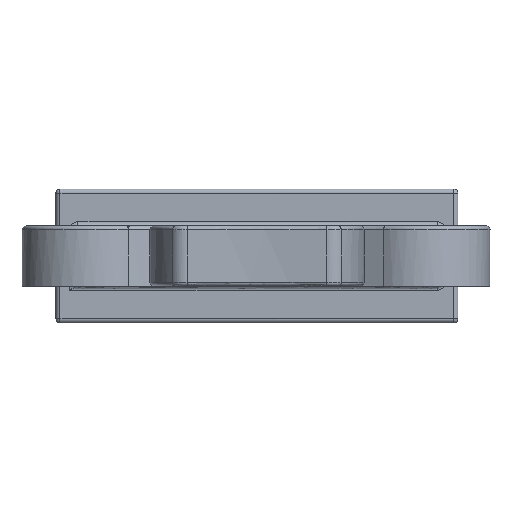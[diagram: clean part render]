
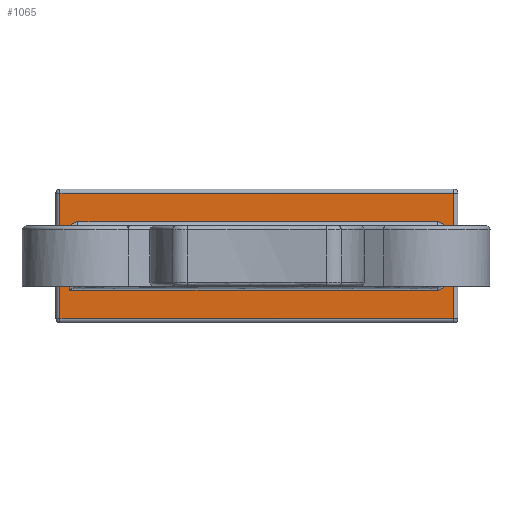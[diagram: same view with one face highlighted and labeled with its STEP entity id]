
A CAD part, front view. The second image highlights one B-rep face of the part: STEP entity #1065.
In plain terms, the highlighted free-form (B-spline) face has degree [1, 1] with [2, 2] control points.
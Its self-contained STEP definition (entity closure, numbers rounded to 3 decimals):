
#1065 = ADVANCED_FACE('',(#1066,#1096),#1183,.F.);
#1066 = FACE_BOUND('',#1067,.T.);
#1067 = EDGE_LOOP('',(#1068,#1077,#1084,#1091));
#1068 = ORIENTED_EDGE('',*,*,#1069,.T.);
#1069 = EDGE_CURVE('',#1070,#1072,#1074,.T.);
#1070 = VERTEX_POINT('',#1071);
#1071 = CARTESIAN_POINT('',(31.818,-3.247,
    -10.173));
#1072 = VERTEX_POINT('',#1073);
#1073 = CARTESIAN_POINT('',(31.818,-3.247,
    10.173));
#1074 = B_SPLINE_CURVE_WITH_KNOTS('',1,(#1075,#1076),.UNSPECIFIED.,.F.,
  .F.,(2,2),(-24.638,-0.762),.PIECEWISE_BEZIER_KNOTS.);
#1075 = CARTESIAN_POINT('',(31.818,-3.247,
    -10.173));
#1076 = CARTESIAN_POINT('',(31.818,-3.247,
    10.173));
#1077 = ORIENTED_EDGE('',*,*,#1078,.T.);
#1078 = EDGE_CURVE('',#1072,#1079,#1081,.T.);
#1079 = VERTEX_POINT('',#1080);
#1080 = CARTESIAN_POINT('',(-31.818,-3.247,
    10.173));
#1081 = B_SPLINE_CURVE_WITH_KNOTS('',1,(#1082,#1083),.UNSPECIFIED.,.F.,
  .F.,(2,2),(-75.438,-0.762),.PIECEWISE_BEZIER_KNOTS.);
#1082 = CARTESIAN_POINT('',(31.818,-3.247,
    10.173));
#1083 = CARTESIAN_POINT('',(-31.818,-3.247,
    10.173));
#1084 = ORIENTED_EDGE('',*,*,#1085,.T.);
#1085 = EDGE_CURVE('',#1079,#1086,#1088,.T.);
#1086 = VERTEX_POINT('',#1087);
#1087 = CARTESIAN_POINT('',(-31.818,-3.247,
    -10.173));
#1088 = B_SPLINE_CURVE_WITH_KNOTS('',1,(#1089,#1090),.UNSPECIFIED.,.F.,
  .F.,(2,2),(-24.638,-0.762),.PIECEWISE_BEZIER_KNOTS.);
#1089 = CARTESIAN_POINT('',(-31.818,-3.247,
    10.173));
#1090 = CARTESIAN_POINT('',(-31.818,-3.247,
    -10.173));
#1091 = ORIENTED_EDGE('',*,*,#1092,.T.);
#1092 = EDGE_CURVE('',#1086,#1070,#1093,.T.);
#1093 = B_SPLINE_CURVE_WITH_KNOTS('',1,(#1094,#1095),.UNSPECIFIED.,.F.,
  .F.,(2,2),(-75.438,-0.762),.PIECEWISE_BEZIER_KNOTS.);
#1094 = CARTESIAN_POINT('',(-31.818,-3.247,
    -10.173));
#1095 = CARTESIAN_POINT('',(31.818,-3.247,
    -10.173));
#1096 = FACE_BOUND('',#1097,.T.);
#1097 = EDGE_LOOP('',(#1098,#1119,#1126,#1133,#1152,#1159,#1178));
#1098 = ORIENTED_EDGE('',*,*,#1099,.F.);
#1099 = EDGE_CURVE('',#1100,#1102,#1104,.T.);
#1100 = VERTEX_POINT('',#1101);
#1101 = CARTESIAN_POINT('',(29.1,-3.247,
    -5.52));
#1102 = VERTEX_POINT('',#1103);
#1103 = CARTESIAN_POINT('',(30.399,-3.247,
    -4.221));
#1104 = B_SPLINE_CURVE_WITH_KNOTS('',3,(#1105,#1106,#1107,#1108,#1109,
    #1110,#1111,#1112,#1113,#1114,#1115,#1116,#1117,#1118),
  .UNSPECIFIED.,.F.,.F.,(4,2,2,2,2,2,4),(0.,0.001,
    0.001,0.002,0.002,
    0.002,0.002),.UNSPECIFIED.);
#1105 = CARTESIAN_POINT('',(29.1,-3.247,
    -5.52));
#1106 = CARTESIAN_POINT('',(29.272,-3.247,
    -5.52));
#1107 = CARTESIAN_POINT('',(29.442,-3.247,
    -5.485));
#1108 = CARTESIAN_POINT('',(29.755,-3.247,
    -5.355));
#1109 = CARTESIAN_POINT('',(29.899,-3.247,
    -5.259));
#1110 = CARTESIAN_POINT('',(30.079,-3.247,
    -5.079));
#1111 = CARTESIAN_POINT('',(30.134,-3.247,
    -5.012));
#1112 = CARTESIAN_POINT('',(30.228,-3.247,
    -4.871));
#1113 = CARTESIAN_POINT('',(30.268,-3.247,
    -4.796));
#1114 = CARTESIAN_POINT('',(30.333,-3.247,
    -4.639));
#1115 = CARTESIAN_POINT('',(30.358,-3.247,
    -4.557));
#1116 = CARTESIAN_POINT('',(30.391,-3.247,
    -4.391));
#1117 = CARTESIAN_POINT('',(30.399,-3.247,
    -4.307));
#1118 = CARTESIAN_POINT('',(30.399,-3.247,
    -4.221));
#1119 = ORIENTED_EDGE('',*,*,#1120,.T.);
#1120 = EDGE_CURVE('',#1100,#1121,#1123,.T.);
#1121 = VERTEX_POINT('',#1122);
#1122 = CARTESIAN_POINT('',(-30.213,-3.247,
    -5.52));
#1123 = B_SPLINE_CURVE_WITH_KNOTS('',1,(#1124,#1125),.UNSPECIFIED.,.F.,
  .F.,(2,2),(-68.935,0.667),.PIECEWISE_BEZIER_KNOTS.);
#1124 = CARTESIAN_POINT('',(29.1,-3.247,
    -5.52));
#1125 = CARTESIAN_POINT('',(-30.213,-3.247,
    -5.52));
#1126 = ORIENTED_EDGE('',*,*,#1127,.T.);
#1127 = EDGE_CURVE('',#1121,#1128,#1130,.T.);
#1128 = VERTEX_POINT('',#1129);
#1129 = CARTESIAN_POINT('',(-30.213,-3.247,
    4.221));
#1130 = B_SPLINE_CURVE_WITH_KNOTS('',1,(#1131,#1132),.UNSPECIFIED.,.F.,
  .F.,(2,2),(-12.192,-0.762),.PIECEWISE_BEZIER_KNOTS.);
#1131 = CARTESIAN_POINT('',(-30.213,-3.247,
    -5.52));
#1132 = CARTESIAN_POINT('',(-30.213,-3.247,
    4.221));
#1133 = ORIENTED_EDGE('',*,*,#1134,.F.);
#1134 = EDGE_CURVE('',#1135,#1128,#1137,.T.);
#1135 = VERTEX_POINT('',#1136);
#1136 = CARTESIAN_POINT('',(-28.911,-3.247,
    5.52));
#1137 = B_SPLINE_CURVE_WITH_KNOTS('',3,(#1138,#1139,#1140,#1141,#1142,
    #1143,#1144,#1145,#1146,#1147,#1148,#1149,#1150,#1151),
  .UNSPECIFIED.,.F.,.F.,(4,2,2,2,2,2,4),(0.,0.001,
    0.001,0.002,0.002,
    0.002,0.002),.UNSPECIFIED.);
#1138 = CARTESIAN_POINT('',(-28.911,-3.247,
    5.52));
#1139 = CARTESIAN_POINT('',(-29.083,-3.247,
    5.52));
#1140 = CARTESIAN_POINT('',(-29.253,-3.247,
    5.485));
#1141 = CARTESIAN_POINT('',(-29.566,-3.247,
    5.356));
#1142 = CARTESIAN_POINT('',(-29.711,-3.247,
    5.259));
#1143 = CARTESIAN_POINT('',(-29.891,-3.247,
    5.079));
#1144 = CARTESIAN_POINT('',(-29.946,-3.247,
    5.013));
#1145 = CARTESIAN_POINT('',(-30.041,-3.247,
    4.871));
#1146 = CARTESIAN_POINT('',(-30.081,-3.247,
    4.797));
#1147 = CARTESIAN_POINT('',(-30.146,-3.247,
    4.64));
#1148 = CARTESIAN_POINT('',(-30.171,-3.247,
    4.557));
#1149 = CARTESIAN_POINT('',(-30.204,-3.247,
    4.391));
#1150 = CARTESIAN_POINT('',(-30.213,-3.247,
    4.307));
#1151 = CARTESIAN_POINT('',(-30.213,-3.247,
    4.221));
#1152 = ORIENTED_EDGE('',*,*,#1153,.T.);
#1153 = EDGE_CURVE('',#1135,#1154,#1156,.T.);
#1154 = VERTEX_POINT('',#1155);
#1155 = CARTESIAN_POINT('',(29.1,-3.247,
    5.52));
#1156 = B_SPLINE_CURVE_WITH_KNOTS('',1,(#1157,#1158),.UNSPECIFIED.,.F.,
  .F.,(2,2),(-33.926,34.148),.PIECEWISE_BEZIER_KNOTS.);
#1157 = CARTESIAN_POINT('',(-28.911,-3.247,
    5.52));
#1158 = CARTESIAN_POINT('',(29.1,-3.247,
    5.52));
#1159 = ORIENTED_EDGE('',*,*,#1160,.F.);
#1160 = EDGE_CURVE('',#1161,#1154,#1163,.T.);
#1161 = VERTEX_POINT('',#1162);
#1162 = CARTESIAN_POINT('',(30.399,-3.247,
    4.221));
#1163 = B_SPLINE_CURVE_WITH_KNOTS('',3,(#1164,#1165,#1166,#1167,#1168,
    #1169,#1170,#1171,#1172,#1173,#1174,#1175,#1176,#1177),
  .UNSPECIFIED.,.F.,.F.,(4,2,2,2,2,2,4),(0.,0.001,
    0.001,0.002,0.002,
    0.002,0.002),.UNSPECIFIED.);
#1164 = CARTESIAN_POINT('',(30.399,-3.247,
    4.221));
#1165 = CARTESIAN_POINT('',(30.399,-3.247,
    4.392));
#1166 = CARTESIAN_POINT('',(30.365,-3.247,
    4.563));
#1167 = CARTESIAN_POINT('',(30.235,-3.247,4.875
    ));
#1168 = CARTESIAN_POINT('',(30.138,-3.247,
    5.02));
#1169 = CARTESIAN_POINT('',(29.959,-3.247,
    5.199));
#1170 = CARTESIAN_POINT('',(29.892,-3.247,
    5.254));
#1171 = CARTESIAN_POINT('',(29.751,-3.247,
    5.348));
#1172 = CARTESIAN_POINT('',(29.676,-3.247,
    5.388));
#1173 = CARTESIAN_POINT('',(29.519,-3.247,
    5.453));
#1174 = CARTESIAN_POINT('',(29.436,-3.247,
    5.478));
#1175 = CARTESIAN_POINT('',(29.27,-3.247,
    5.511));
#1176 = CARTESIAN_POINT('',(29.186,-3.247,
    5.52));
#1177 = CARTESIAN_POINT('',(29.1,-3.247,
    5.52));
#1178 = ORIENTED_EDGE('',*,*,#1179,.T.);
#1179 = EDGE_CURVE('',#1161,#1102,#1180,.T.);
#1180 = B_SPLINE_CURVE_WITH_KNOTS('',1,(#1181,#1182),.UNSPECIFIED.,.F.,
  .F.,(2,2),(-10.668,-0.762),.PIECEWISE_BEZIER_KNOTS.);
#1181 = CARTESIAN_POINT('',(30.399,-3.247,
    4.221));
#1182 = CARTESIAN_POINT('',(30.399,-3.247,
    -4.221));
#1183 = B_SPLINE_SURFACE_WITH_KNOTS('',1,1,(
    (#1184,#1185)
    ,(#1186,#1187
    )),.UNSPECIFIED.,.F.,.F.,.F.,(2,2),(2,2),(-11.938,11.938),(-37.338,
    37.338),.PIECEWISE_BEZIER_KNOTS.);
#1184 = CARTESIAN_POINT('',(-31.818,-3.247,
    -10.173));
#1185 = CARTESIAN_POINT('',(31.818,-3.247,
    -10.173));
#1186 = CARTESIAN_POINT('',(-31.818,-3.247,
    10.173));
#1187 = CARTESIAN_POINT('',(31.818,-3.247,
    10.173));
